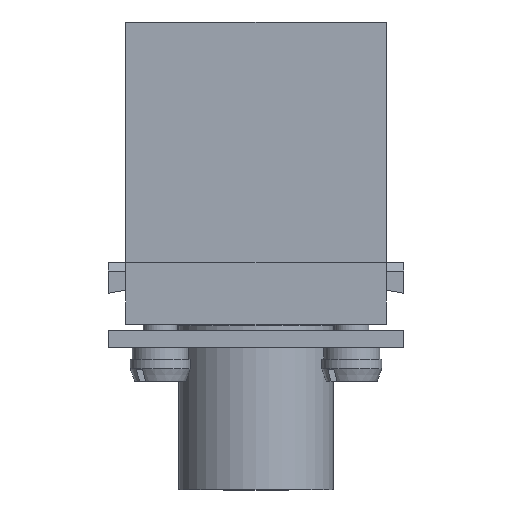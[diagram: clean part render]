
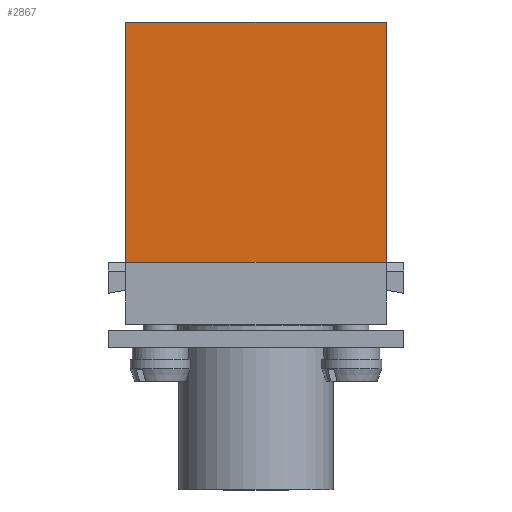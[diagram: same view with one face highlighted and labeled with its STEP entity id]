
A CAD part, left-side view. The second image highlights one B-rep face of the part: STEP entity #2867.
In plain terms, the highlighted planar face has unit normal (-1, 0, 0).
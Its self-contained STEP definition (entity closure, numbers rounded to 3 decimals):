
#2537=FACE_OUTER_BOUND('',#3724,.T.);
#2867=ADVANCED_FACE('',(#2537),#3249,.F.);
#3249=PLANE('',#10515);
#3724=EDGE_LOOP('',(#4410,#4411,#4412,#4413));
#4410=ORIENTED_EDGE('',*,*,#6985,.F.);
#4411=ORIENTED_EDGE('',*,*,#6892,.F.);
#4412=ORIENTED_EDGE('',*,*,#6982,.T.);
#4413=ORIENTED_EDGE('',*,*,#6986,.T.);
#6207=VERTEX_POINT('',#13398);
#6208=VERTEX_POINT('',#13399);
#6283=VERTEX_POINT('',#13579);
#6284=VERTEX_POINT('',#13585);
#6892=EDGE_CURVE('',#6207,#6208,#8451,.T.);
#6982=EDGE_CURVE('',#6207,#6283,#8536,.T.);
#6985=EDGE_CURVE('',#6208,#6284,#8539,.T.);
#6986=EDGE_CURVE('',#6283,#6284,#8540,.T.);
#8451=LINE('',#13397,#9221);
#8536=LINE('',#13580,#9306);
#8539=LINE('',#13584,#9309);
#8540=LINE('',#13586,#9310);
#9221=VECTOR('',#11305,1.);
#9306=VECTOR('',#11432,1.);
#9309=VECTOR('',#11437,1.);
#9310=VECTOR('',#11438,1.);
#10515=AXIS2_PLACEMENT_3D('',#13587,#11439,#11440);
#11305=DIRECTION('',(0.,1.,0.));
#11432=DIRECTION('',(0.,0.,1.));
#11437=DIRECTION('',(0.,0.,1.));
#11438=DIRECTION('',(0.,1.,0.));
#11439=DIRECTION('',(1.,0.,0.));
#11440=DIRECTION('',(0.,-1.,0.));
#13397=CARTESIAN_POINT('',(-7.325,-15.15,3.5));
#13398=CARTESIAN_POINT('',(-7.325,-15.15,3.5));
#13399=CARTESIAN_POINT('',(-7.325,15.15,3.5));
#13579=CARTESIAN_POINT('',(-7.325,-15.15,31.5));
#13580=CARTESIAN_POINT('',(-7.325,-15.15,3.5));
#13584=CARTESIAN_POINT('',(-7.325,15.15,3.5));
#13585=CARTESIAN_POINT('',(-7.325,15.15,31.5));
#13586=CARTESIAN_POINT('',(-7.325,-15.15,31.5));
#13587=CARTESIAN_POINT('',(-7.325,-15.15,3.5));
